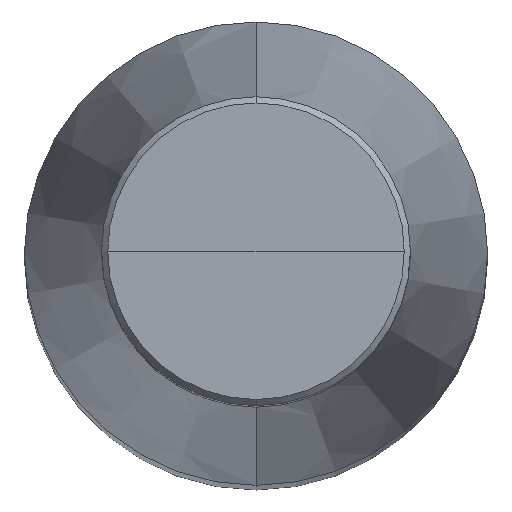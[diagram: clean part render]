
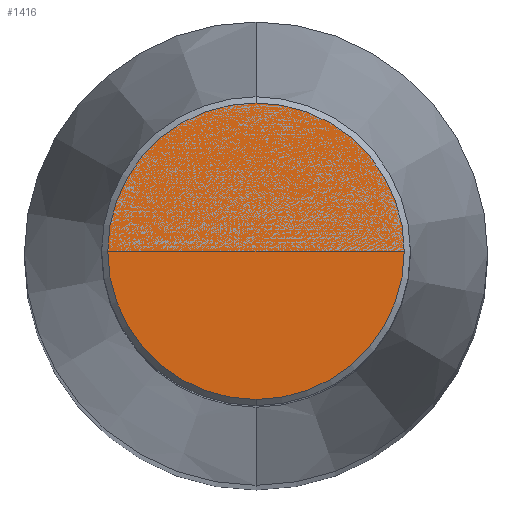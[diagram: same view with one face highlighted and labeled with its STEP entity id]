
A CAD part, top view. The second image highlights one B-rep face of the part: STEP entity #1416.
In plain terms, the highlighted planar face has unit normal (0, 0, 1).
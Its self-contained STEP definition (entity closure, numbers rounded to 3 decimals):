
#1317=CARTESIAN_POINT('',(0.,0.,54.));
#1318=DIRECTION('',(0.,0.,-1.));
#1319=DIRECTION('',(0.,-1.,0.));
#1320=AXIS2_PLACEMENT_3D('',#1317,#1318,#1319);
#1325=CARTESIAN_POINT('',(0.,0.,54.));
#1326=DIRECTION('',(0.,0.,-1.));
#1327=DIRECTION('',(0.,1.,0.));
#1328=AXIS2_PLACEMENT_3D('',#1325,#1326,#1327);
#1401=CARTESIAN_POINT('',(0.,-1.92,54.));
#1402=CARTESIAN_POINT('',(0.,1.92,54.));
#1403=VERTEX_POINT('',#1401);
#1404=VERTEX_POINT('',#1402);
#1405=CARTESIAN_POINT('',(0.,0.,54.));
#1406=DIRECTION('',(0.,0.,1.));
#1407=DIRECTION('',(0.,-1.,0.));
#1408=AXIS2_PLACEMENT_3D('',#1405,#1406,#1407);
#1409=PLANE('',#1408);
#1411=ORIENTED_EDGE('',*,*,#1410,.T.);
#1413=ORIENTED_EDGE('',*,*,#1412,.T.);
#1414=EDGE_LOOP('',(#1411,#1413));
#1415=FACE_OUTER_BOUND('',#1414,.F.);
#1321=CIRCLE('',#1320,1.92);
#1329=CIRCLE('',#1328,1.92);
#1410=EDGE_CURVE('',#1403,#1404,#1321,.T.);
#1412=EDGE_CURVE('',#1404,#1403,#1329,.T.);
#1416=ADVANCED_FACE('',(#1415),#1409,.T.);
